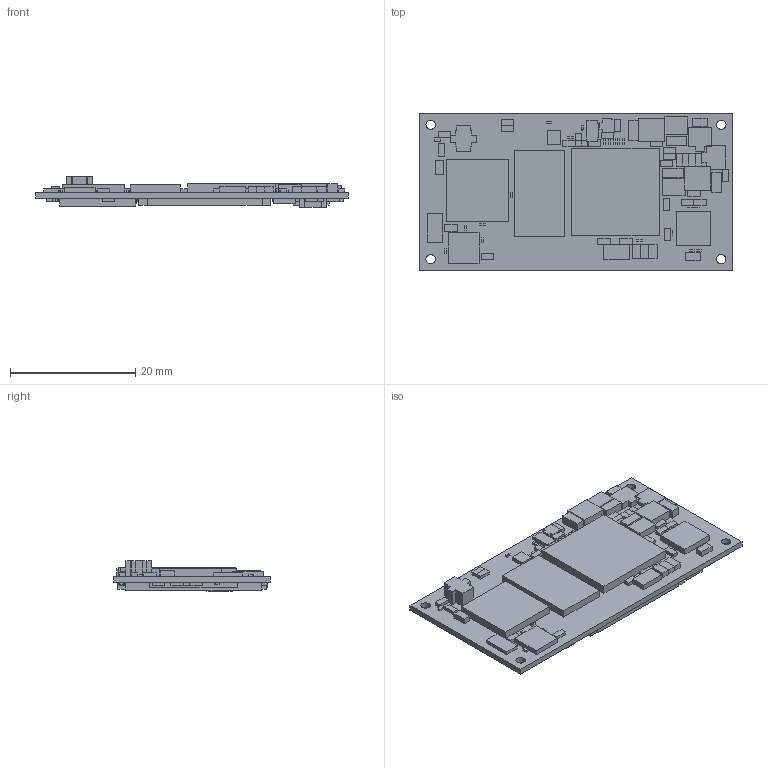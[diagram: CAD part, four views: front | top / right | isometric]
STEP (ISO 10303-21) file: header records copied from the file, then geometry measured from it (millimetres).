
FILE_DESCRIPTION (( 'STEP AP203' ), '1' );
FILE_NAME ('DART-6UL_REV1-2-FINAL.STEP', '2015-11-29T09:30:58', ( 'LAB' ), ( '' ), 'SwSTEP 2.0', 'SolidWorks 2013', '' );
FILE_SCHEMA (( 'CONFIG_CONTROL_DESIGN' ));
Length unit declared in the file: metre
Products named in the file (1): DART-6UL_REV1-2-FINAL
Bounding box: 50.03 x 25.03 x 4.9 mm (x, y, z)
Volume: 2802.7 mm3; surface area: 6733.4 mm2
Topology: 192 solids, 192 shells, 1888 faces, 4512 edges, 3008 vertices
Faces by surface type: plane 1876, cylinder 12
Entity records: 53211 total; most frequent: CARTESIAN_POINT 9409, ORIENTED_EDGE 9024, DIRECTION 8314, EDGE_CURVE 4512, LINE 4488, VECTOR 4488, VERTEX_POINT 3008, AXIS2_PLACEMENT_3D 1913
